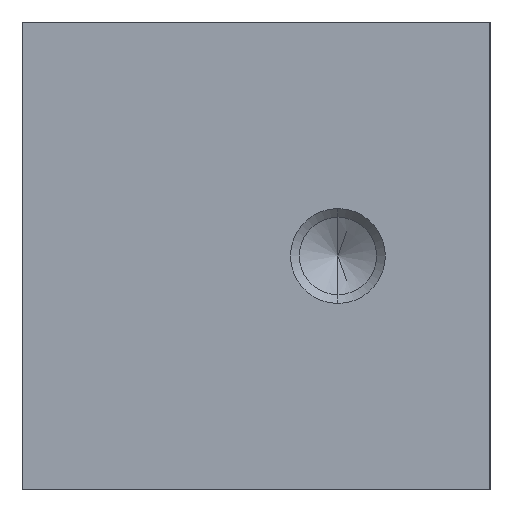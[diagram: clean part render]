
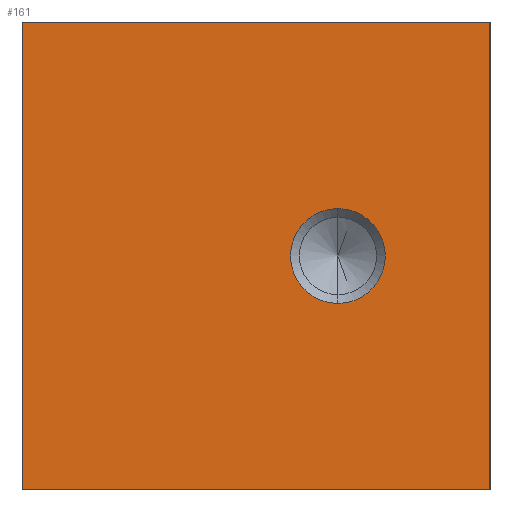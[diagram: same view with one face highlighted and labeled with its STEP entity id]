
A CAD part, left-side view. The second image highlights one B-rep face of the part: STEP entity #161.
In plain terms, the highlighted planar face has unit normal (-1, 0, 0).
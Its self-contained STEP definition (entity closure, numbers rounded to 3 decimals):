
#15 = CARTESIAN_POINT ( 'NONE',  ( 0., 20., 20. ) ) ;
#56 = CARTESIAN_POINT ( 'NONE',  ( 0., 0., 0. ) ) ;
#94 = VECTOR ( 'NONE', #277, 1000. ) ;
#95 = CARTESIAN_POINT ( 'NONE',  ( 0., 20., 20. ) ) ;
#118 = DIRECTION ( 'NONE',  ( 0., 0., -1. ) ) ;
#120 = DIRECTION ( 'NONE',  ( 1., 0., 0. ) ) ;
#123 = VERTEX_POINT ( 'NONE', #533 ) ;
#149 = VECTOR ( 'NONE', #118, 1000. ) ;
#161 = ADVANCED_FACE ( 'NONE', ( #493, #629 ), #552, .F. ) ;
#164 = VERTEX_POINT ( 'NONE', #684 ) ;
#174 = CARTESIAN_POINT ( 'NONE',  ( 0., 6.5, 10. ) ) ;
#186 = CARTESIAN_POINT ( 'NONE',  ( 0., 20., 0. ) ) ;
#187 = ORIENTED_EDGE ( 'NONE', *, *, #343, .F. ) ;
#220 = DIRECTION ( 'NONE',  ( 0., 0., 1. ) ) ;
#255 = EDGE_LOOP ( 'NONE', ( #418, #475, #591, #338 ) ) ;
#257 = AXIS2_PLACEMENT_3D ( 'NONE', #691, #120, #813 ) ;
#263 = DIRECTION ( 'NONE',  ( -1., 0., 0. ) ) ;
#275 = AXIS2_PLACEMENT_3D ( 'NONE', #174, #633, #699 ) ;
#277 = DIRECTION ( 'NONE',  ( 0., -1., 0. ) ) ;
#280 = CARTESIAN_POINT ( 'NONE',  ( 0., 20., 20. ) ) ;
#308 = ORIENTED_EDGE ( 'NONE', *, *, #564, .F. ) ;
#338 = ORIENTED_EDGE ( 'NONE', *, *, #658, .T. ) ;
#343 = EDGE_CURVE ( 'NONE', #123, #674, #377, .T. ) ;
#350 = DIRECTION ( 'NONE',  ( 0., 0., -1. ) ) ;
#371 = CARTESIAN_POINT ( 'NONE',  ( 0., 20., 0. ) ) ;
#377 = CIRCLE ( 'NONE', #530, 2.025 ) ;
#385 = VERTEX_POINT ( 'NONE', #280 ) ;
#418 = ORIENTED_EDGE ( 'NONE', *, *, #567, .T. ) ;
#428 = LINE ( 'NONE', #613, #149 ) ;
#434 = EDGE_CURVE ( 'NONE', #385, #164, #601, .T. ) ;
#469 = CARTESIAN_POINT ( 'NONE',  ( 0., 6.5, 12.025 ) ) ;
#475 = ORIENTED_EDGE ( 'NONE', *, *, #510, .F. ) ;
#493 = FACE_BOUND ( 'NONE', #705, .T. ) ;
#510 = EDGE_CURVE ( 'NONE', #164, #572, #428, .T. ) ;
#530 = AXIS2_PLACEMENT_3D ( 'NONE', #592, #263, #220 ) ;
#533 = CARTESIAN_POINT ( 'NONE',  ( 0., 6.5, 7.975 ) ) ;
#539 = VERTEX_POINT ( 'NONE', #186 ) ;
#552 = PLANE ( 'NONE',  #257 ) ;
#564 = EDGE_CURVE ( 'NONE', #674, #123, #587, .T. ) ;
#567 = EDGE_CURVE ( 'NONE', #539, #572, #827, .T. ) ;
#572 = VERTEX_POINT ( 'NONE', #56 ) ;
#575 = LINE ( 'NONE', #95, #834 ) ;
#587 = CIRCLE ( 'NONE', #275, 2.025 ) ;
#591 = ORIENTED_EDGE ( 'NONE', *, *, #434, .F. ) ;
#592 = CARTESIAN_POINT ( 'NONE',  ( 0., 6.5, 10. ) ) ;
#601 = LINE ( 'NONE', #15, #94 ) ;
#613 = CARTESIAN_POINT ( 'NONE',  ( 0., 0., 20. ) ) ;
#629 = FACE_OUTER_BOUND ( 'NONE', #255, .T. ) ;
#633 = DIRECTION ( 'NONE',  ( -1., 0., 0. ) ) ;
#658 = EDGE_CURVE ( 'NONE', #385, #539, #575, .T. ) ;
#672 = DIRECTION ( 'NONE',  ( 0., -1., 0. ) ) ;
#674 = VERTEX_POINT ( 'NONE', #469 ) ;
#684 = CARTESIAN_POINT ( 'NONE',  ( 0., 0., 20. ) ) ;
#691 = CARTESIAN_POINT ( 'NONE',  ( 0., 20., 20. ) ) ;
#699 = DIRECTION ( 'NONE',  ( 0., 0., 1. ) ) ;
#705 = EDGE_LOOP ( 'NONE', ( #308, #187 ) ) ;
#763 = VECTOR ( 'NONE', #672, 1000. ) ;
#813 = DIRECTION ( 'NONE',  ( 0., 0., -1. ) ) ;
#827 = LINE ( 'NONE', #371, #763 ) ;
#834 = VECTOR ( 'NONE', #350, 1000. ) ;
